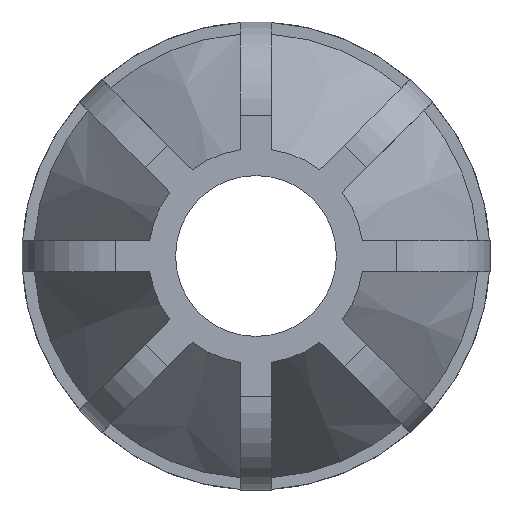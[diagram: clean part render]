
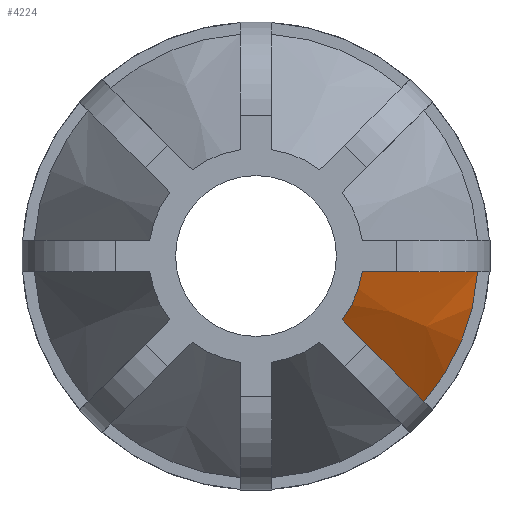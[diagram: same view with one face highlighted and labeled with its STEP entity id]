
A CAD part, left-side view. The second image highlights one B-rep face of the part: STEP entity #4224.
In plain terms, the highlighted conical face has half-angle 30.002 degrees and reference radius 22.547 mm.
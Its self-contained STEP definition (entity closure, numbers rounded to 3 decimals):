
#25=CONICAL_SURFACE('',#4551,22.548,30.002);
#112=(
BOUNDED_CURVE()
B_SPLINE_CURVE(2,(#6789,#6790,#6791),.UNSPECIFIED.,.F.,.F.)
B_SPLINE_CURVE_WITH_KNOTS((3,3),(0.,3.145),.UNSPECIFIED.)
CURVE()
GEOMETRIC_REPRESENTATION_ITEM()
RATIONAL_B_SPLINE_CURVE((1.,1.068,1.))
REPRESENTATION_ITEM('')
);
#121=(
BOUNDED_CURVE()
B_SPLINE_CURVE(2,(#6967,#6968,#6969),.UNSPECIFIED.,.F.,.F.)
B_SPLINE_CURVE_WITH_KNOTS((3,3),(0.,3.145),.UNSPECIFIED.)
CURVE()
GEOMETRIC_REPRESENTATION_ITEM()
RATIONAL_B_SPLINE_CURVE((1.,1.068,1.))
REPRESENTATION_ITEM('')
);
#407=FACE_OUTER_BOUND('',#629,.T.);
#629=EDGE_LOOP('',(#3276,#3277,#3278,#3279));
#1503=CIRCLE('',#4548,14.695);
#1506=CIRCLE('',#4552,30.4);
#1813=VERTEX_POINT('',#6786);
#1814=VERTEX_POINT('',#6788);
#1864=VERTEX_POINT('',#6956);
#1867=VERTEX_POINT('',#6965);
#2309=EDGE_CURVE('',#1814,#1813,#112,.T.);
#2387=EDGE_CURVE('',#1864,#1814,#1503,.T.);
#2392=EDGE_CURVE('',#1867,#1813,#1506,.T.);
#2393=EDGE_CURVE('',#1867,#1864,#121,.T.);
#3276=ORIENTED_EDGE('',*,*,#2309,.T.);
#3277=ORIENTED_EDGE('',*,*,#2392,.F.);
#3278=ORIENTED_EDGE('',*,*,#2393,.T.);
#3279=ORIENTED_EDGE('',*,*,#2387,.T.);
#4224=ADVANCED_FACE('',(#407),#25,.T.);
#4548=AXIS2_PLACEMENT_3D('',#6957,#5402,#5403);
#4551=AXIS2_PLACEMENT_3D('',#6964,#5410,#5411);
#4552=AXIS2_PLACEMENT_3D('',#6966,#5412,#5413);
#5402=DIRECTION('center_axis',(1.,0.,0.));
#5403=DIRECTION('ref_axis',(0.,0.,-1.));
#5410=DIRECTION('center_axis',(1.,0.,0.));
#5411=DIRECTION('ref_axis',(0.,1.,0.));
#5412=DIRECTION('center_axis',(1.,0.,0.));
#5413=DIRECTION('ref_axis',(0.,0.,-1.));
#6786=CARTESIAN_POINT('',(-71.8,-22.969,-19.914));
#6788=CARTESIAN_POINT('',(-99.,-11.805,-8.751));
#6789=CARTESIAN_POINT('Ctrl Pts',(-99.,-11.805,-8.751));
#6790=CARTESIAN_POINT('Ctrl Pts',(-90.186,-15.443,-12.389));
#6791=CARTESIAN_POINT('Ctrl Pts',(-71.8,-22.969,-19.914));
#6956=CARTESIAN_POINT('',(-99.,-14.535,-2.16));
#6957=CARTESIAN_POINT('Origin',(-99.,0.,0.));
#6964=CARTESIAN_POINT('Origin',(-85.4,0.,0.));
#6965=CARTESIAN_POINT('',(-71.8,-30.323,-2.16));
#6966=CARTESIAN_POINT('Origin',(-71.8,0.,0.));
#6967=CARTESIAN_POINT('Ctrl Pts',(-71.8,-30.323,-2.16));
#6968=CARTESIAN_POINT('Ctrl Pts',(-90.186,-19.68,-2.16));
#6969=CARTESIAN_POINT('Ctrl Pts',(-99.,-14.535,-2.16));
